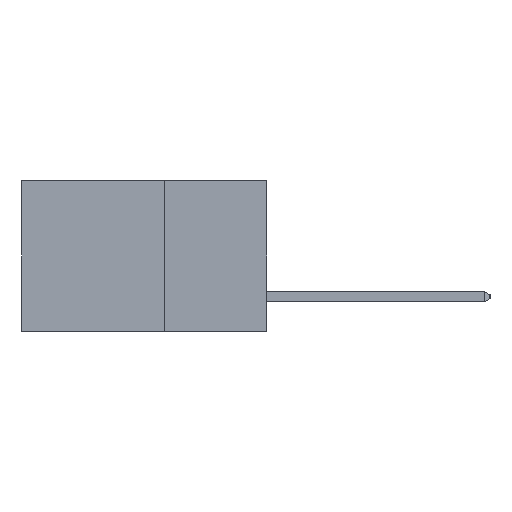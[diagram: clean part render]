
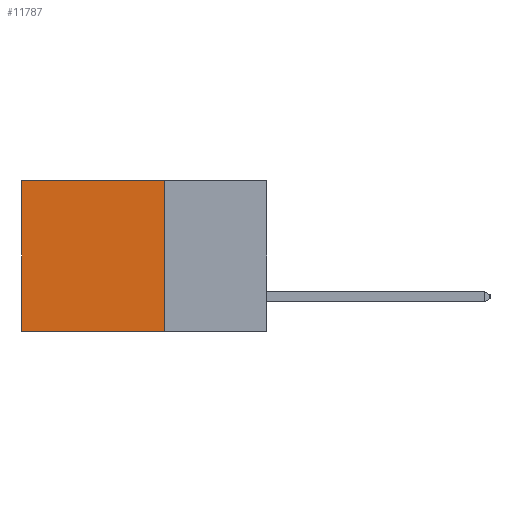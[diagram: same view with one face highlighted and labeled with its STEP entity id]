
A CAD part, left-side view. The second image highlights one B-rep face of the part: STEP entity #11787.
In plain terms, the highlighted planar face has unit normal (-1, 0, 0).
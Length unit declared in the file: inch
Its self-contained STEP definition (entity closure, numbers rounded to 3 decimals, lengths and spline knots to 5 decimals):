
#212 = DIRECTION ( 'NONE',  ( 0., 0., -1. ) ) ;
#350 = DIRECTION ( 'NONE',  ( 0., 1., 0. ) ) ;
#813 = ORIENTED_EDGE ( 'NONE', *, *, #15988, .T. ) ;
#919 = CARTESIAN_POINT ( 'NONE',  ( 0.2875, 0.6, 0. ) ) ;
#1635 = VERTEX_POINT ( 'NONE', #8353 ) ;
#2689 = VERTEX_POINT ( 'NONE', #19206 ) ;
#3605 = DIRECTION ( 'NONE',  ( 0., 0., -1. ) ) ;
#4822 = LINE ( 'NONE', #15038, #8011 ) ;
#5165 = VECTOR ( 'NONE', #212, 39.37008 ) ;
#5545 = EDGE_CURVE ( 'NONE', #10232, #2689, #17416, .T. ) ;
#5870 = FACE_OUTER_BOUND ( 'NONE', #10833, .T. ) ;
#8011 = VECTOR ( 'NONE', #13241, 39.37008 ) ;
#8353 = CARTESIAN_POINT ( 'NONE',  ( 0.2875, 0.25, -0.37 ) ) ;
#8451 = ORIENTED_EDGE ( 'NONE', *, *, #16959, .F. ) ;
#9805 = AXIS2_PLACEMENT_3D ( 'NONE', #10795, #14259, #3605 ) ;
#10232 = VERTEX_POINT ( 'NONE', #18186 ) ;
#10364 = ORIENTED_EDGE ( 'NONE', *, *, #5545, .T. ) ;
#10795 = CARTESIAN_POINT ( 'NONE',  ( 0.2875, 0.25, 0. ) ) ;
#10833 = EDGE_LOOP ( 'NONE', ( #10364, #18896, #8451, #813 ) ) ;
#11787 = ADVANCED_FACE ( 'NONE', ( #5870 ), #13778, .F. ) ;
#11982 = VECTOR ( 'NONE', #20455, 39.37008 ) ;
#12166 = VECTOR ( 'NONE', #350, 39.37008 ) ;
#12790 = CARTESIAN_POINT ( 'NONE',  ( 0.2875, 0.25, 0. ) ) ;
#13180 = EDGE_CURVE ( 'NONE', #1635, #2689, #4822, .T. ) ;
#13241 = DIRECTION ( 'NONE',  ( 0., 1., 0. ) ) ;
#13778 = PLANE ( 'NONE',  #9805 ) ;
#14259 = DIRECTION ( 'NONE',  ( 1., 0., 0. ) ) ;
#14264 = CARTESIAN_POINT ( 'NONE',  ( 0.2875, 0.25, 0. ) ) ;
#15038 = CARTESIAN_POINT ( 'NONE',  ( 0.2875, 0.25, -0.37 ) ) ;
#15988 = EDGE_CURVE ( 'NONE', #20287, #10232, #19825, .T. ) ;
#16959 = EDGE_CURVE ( 'NONE', #20287, #1635, #17793, .T. ) ;
#17416 = LINE ( 'NONE', #919, #11982 ) ;
#17793 = LINE ( 'NONE', #12790, #5165 ) ;
#18186 = CARTESIAN_POINT ( 'NONE',  ( 0.2875, 0.6, 0. ) ) ;
#18596 = CARTESIAN_POINT ( 'NONE',  ( 0.2875, 0.25, 0. ) ) ;
#18896 = ORIENTED_EDGE ( 'NONE', *, *, #13180, .F. ) ;
#19206 = CARTESIAN_POINT ( 'NONE',  ( 0.2875, 0.6, -0.37 ) ) ;
#19825 = LINE ( 'NONE', #14264, #12166 ) ;
#20287 = VERTEX_POINT ( 'NONE', #18596 ) ;
#20455 = DIRECTION ( 'NONE',  ( 0., 0., -1. ) ) ;
